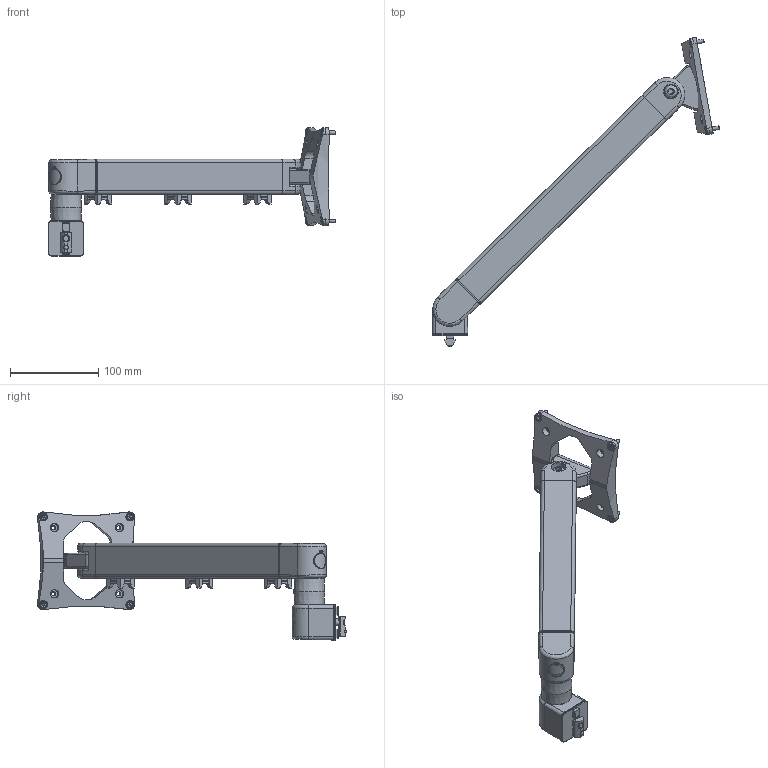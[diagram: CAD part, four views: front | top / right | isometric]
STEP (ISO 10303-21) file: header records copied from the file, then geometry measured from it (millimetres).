
FILE_DESCRIPTION(/* description */ ('KriTec Monitorarm 6 Nm'),/* implementation_level */ '2;1');
FILE_NAME(/* name */ '13890_KriTec_Monitorarm_6_Nm.stp',/* time_stamp */ '2019-10-18T12:21:50+02:00',/* author */ ('jendrek'),/* organization */ (''),/* preprocessor_version */ 'ST-DEVELOPER v17',/* originating_system */ 'Autodesk Inventor 2018',/* authorisation */ '');
FILE_SCHEMA (('AUTOMOTIVE_DESIGN { 1 0 10303 214 3 1 1 }'));
Products named in the file (29): 13890 ; 13832; 061FG___R01-A-TAB_061FG40LR01; 061FG___R06-A-TAB_061FG40LR06; 061FG4_R08-A-TAB_061FG40R08; cap screw ISO 4762 M8x45 - 8.8 vz_ISO 4762 M8 ; SCHNORR-Sicherungsscheibe VS 8 FST_093150 - zusammengedrckt; 061FGR09; 061FG4_N__R0_-A-TAB_061FG40N08R03; 09602_-A-TAB_096028-102390; 09602_R01_-A-TAB_096028R01; 340me023_340ME023; 340me007_340ME007; 061FG_R01-A-TAB_061FGLR01; 061FGR0_-A-TAB_061FGR02; 061FGR0_-A-TAB_061FGR03; Hexagon head bolt ISO 4017 M6x16 - 12.9_ISO 4017 - M6; 061FGR04_061FGR04; 061FGR05_061FGR05; 10100-296; 14069; 1; 2; 11662; ISO 4033 - M8 -; ISO 7380-1 - M8 x 30; 15374; DIN 912 - M4 x 12; 11385
Assembly tree (45 placements, depth 4):
  13890 
    13832
      061FG___R01-A-TAB_061FG40LR01  x2
      061FG___R06-A-TAB_061FG40LR06  x2
      061FG4_R08-A-TAB_061FG40R08
      cap screw ISO 4762 M8x45 - 8.8 vz_ISO 4762 M8   x2
      SCHNORR-Sicherungsscheibe VS 8 FST_093150 - zusammengedrckt  x2
      061FGR09  x2
      061FG4_N__R0_-A-TAB_061FG40N08R03  x2
      09602_-A-TAB_096028-102390  x2
        09602_R01_-A-TAB_096028R01
        340me023_340ME023
        340me007_340ME007
      061FG_R01-A-TAB_061FGLR01
        061FGR0_-A-TAB_061FGR02
        061FGR0_-A-TAB_061FGR03
        Hexagon head bolt ISO 4017 M6x16 - 12.9_ISO 4017 - M6
        061FGR04_061FGR04
        061FGR05_061FGR05  x5
    10100-296
    14069
      1
      2
      11662
      ISO 4033 - M8 -
      15374  x2
      ISO 7380-1 - M8 x 30
      DIN 912 - M4 x 12  x4
    11385  x3
Bounding box: 325.98 x 350.84 x 145.41 mm (x, y, z)
Volume: 509042 mm3; surface area: 284127.4 mm2
Topology: 43 solids, 45 shells, 3330 faces, 8384 edges, 5031 vertices
Faces by surface type: cylinder 1065, bspline 980, plane 846, cone 230, torus 151, sphere 58
Full cylindrical faces by diameter (mm): 4 x4, 4.5 x8, 5 x1, 5.05 x2, 5.5 x4, 6 x1, 6.6 x1, 6.647 x1, 6.8 x3, 7 x4, 8 x4, 8.4 x4, 8.5 x2, 8.6 x1, 9 x3, 9.5 x8, 10 x3, 13 x4, 13.2 x1, 14 x3, 14.2 x1, 14.4 x1, 14.5 x1, 15 x4, 16 x1, 16.8 x1, 18 x1, 21.99 x1, 22 x5, 28 x4
Entity records: 82709 total; most frequent: CARTESIAN_POINT 38145, ORIENTED_EDGE 9582, DIRECTION 8918, EDGE_CURVE 4791, AXIS2_PLACEMENT_3D 3632, VERTEX_POINT 2953, EDGE_LOOP 2036, FACE_OUTER_BOUND 1920
